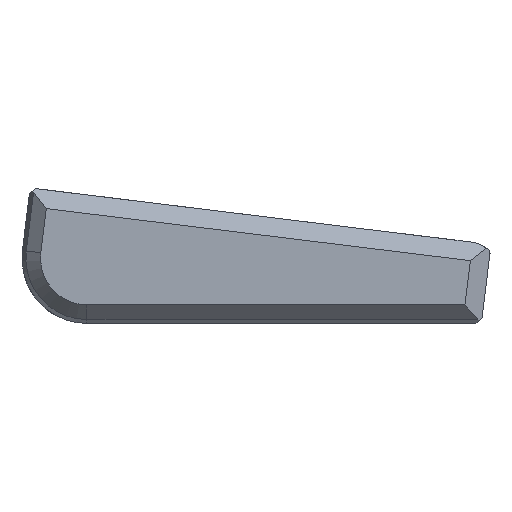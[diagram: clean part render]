
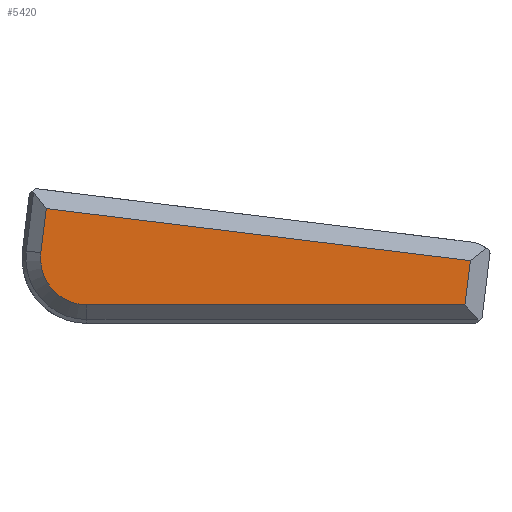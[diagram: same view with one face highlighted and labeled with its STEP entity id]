
A CAD part, left-side view. The second image highlights one B-rep face of the part: STEP entity #5420.
In plain terms, the highlighted planar face has unit normal (-1, 0, 0).
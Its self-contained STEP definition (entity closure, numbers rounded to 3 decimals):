
#344=PLANE('',#5843);
#620=FACE_OUTER_BOUND('',#955,.T.);
#955=EDGE_LOOP('',(#4902,#4903,#4904,#4905,#4906));
#1062=CIRCLE('',#5612,12.5);
#1333=LINE('',#8630,#1854);
#1337=LINE('',#8639,#1858);
#1342=LINE('',#8651,#1863);
#1649=LINE('',#10003,#2170);
#1854=VECTOR('',#6357,10.);
#1858=VECTOR('',#6367,10.);
#1863=VECTOR('',#6376,10.);
#2170=VECTOR('',#7127,10.);
#2427=VERTEX_POINT('',#8627);
#2428=VERTEX_POINT('',#8629);
#2429=VERTEX_POINT('',#8633);
#2430=VERTEX_POINT('',#8637);
#2435=VERTEX_POINT('',#8649);
#3023=EDGE_CURVE('',#2427,#2428,#1333,.T.);
#3026=EDGE_CURVE('',#2429,#2427,#1062,.T.);
#3028=EDGE_CURVE('',#2430,#2429,#1337,.T.);
#3034=EDGE_CURVE('',#2435,#2430,#1342,.T.);
#3441=EDGE_CURVE('',#2428,#2435,#1649,.T.);
#4902=ORIENTED_EDGE('',*,*,#3034,.F.);
#4903=ORIENTED_EDGE('',*,*,#3441,.F.);
#4904=ORIENTED_EDGE('',*,*,#3023,.F.);
#4905=ORIENTED_EDGE('',*,*,#3026,.F.);
#4906=ORIENTED_EDGE('',*,*,#3028,.F.);
#5420=ADVANCED_FACE('',(#620),#344,.F.);
#5612=AXIS2_PLACEMENT_3D('',#8635,#6362,#6363);
#5843=AXIS2_PLACEMENT_3D('',#10011,#7140,#7141);
#6357=DIRECTION('',(0.,-0.122,0.993));
#6362=DIRECTION('center_axis',(1.,0.,0.));
#6363=DIRECTION('ref_axis',(0.,0.749,-0.663));
#6367=DIRECTION('',(0.,1.,0.));
#6376=DIRECTION('',(0.,0.122,-0.993));
#7127=DIRECTION('',(0.,-0.993,-0.122));
#7140=DIRECTION('center_axis',(1.,0.,0.));
#7141=DIRECTION('ref_axis',(0.,1.,0.));
#8627=CARTESIAN_POINT('',(-4.,118.565,19.023));
#8629=CARTESIAN_POINT('',(-4.,117.107,30.902));
#8630=CARTESIAN_POINT('',(-4.,118.454,19.934));
#8633=CARTESIAN_POINT('',(-4.,106.159,5.));
#8635=CARTESIAN_POINT('Origin',(-4.,106.159,17.5));
#8637=CARTESIAN_POINT('',(-4.,4.424,5.));
#8639=CARTESIAN_POINT('',(-4.,54.35,5.));
#8649=CARTESIAN_POINT('',(-4.,2.964,16.887));
#8651=CARTESIAN_POINT('',(-4.,3.007,16.54));
#10003=CARTESIAN_POINT('',(-4.,79.886,26.332));
#10011=CARTESIAN_POINT('Origin',(-4.,53.286,17.323));
